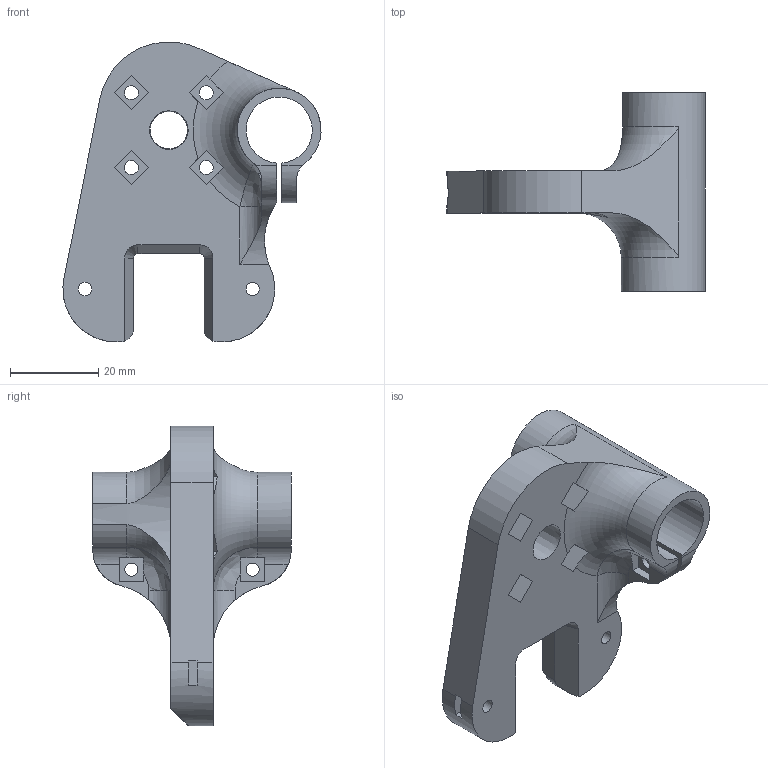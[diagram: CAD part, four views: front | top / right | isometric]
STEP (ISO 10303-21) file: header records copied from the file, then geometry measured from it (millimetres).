
FILE_DESCRIPTION(/* description */ (''),/* implementation_level */ '2;1');
FILE_NAME(/* name */ 'carriage_33mm_nut.step',/* time_stamp */ '2025-08-27T10:47:01-04:00',/* author */ (''),/* organization */ (''),/* preprocessor_version */ 'ST-DEVELOPER v20.1',/* originating_system */ 'Autodesk Translation Framework v14.10.0.0',/* authorisation */ '');
FILE_SCHEMA (('AUTOMOTIVE_DESIGN { 1 0 10303 214 3 1 1 }'));
Length unit declared in the file: millimetre
Products named in the file (1): carriage_60mL
Bounding box: 58.48 x 45 x 67.96 mm (x, y, z)
Volume: 27689.6 mm3; surface area: 13433 mm2
Topology: 1 solids, 1 shells, 108 faces, 300 edges, 197 vertices
Faces by surface type: plane 62, cylinder 38, torus 3, cone 3, bspline 2
Full cylindrical faces by diameter (mm): 3 x8, 3.2 x4, 8.5 x1
Entity records: 3844 total; most frequent: CARTESIAN_POINT 956, ORIENTED_EDGE 600, DIRECTION 578, EDGE_CURVE 300, AXIS2_PLACEMENT_3D 199, VERTEX_POINT 197, LINE 180, VECTOR 180
